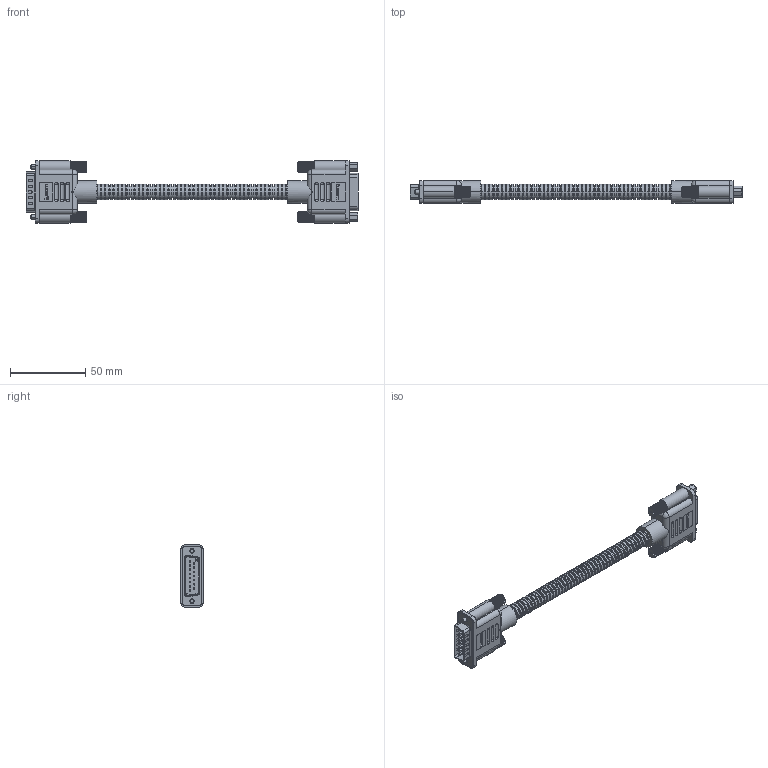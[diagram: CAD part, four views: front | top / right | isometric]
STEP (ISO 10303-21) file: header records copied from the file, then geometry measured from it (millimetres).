
FILE_DESCRIPTION (( 'STEP AP214' ), '1' );
FILE_NAME ('CSPL15MF.STEP', '2013-04-26T14:00:30', ( 'x' ), ( '' ), 'SwSTEP 2.0', 'SolidWorks 2012', '' );
FILE_SCHEMA (( 'AUTOMOTIVE_DESIGN' ));
Length unit declared in the file: inch
Products named in the file (12): 3AC13-003_.316" ID (8mm); 3AB01-171_MALE WITH LOGO; SD15P; 3AB01-171; 1AY03-028___; 1AJ05-005; 1AJ06-026_with knurled head; SD15S; MTN-364; MTN-770_CS2N15; 1AL08-111_6" square ends; CSPL15MF
Assembly tree (18 placements, depth 3):
  CSPL15MF
    1AL08-111_6" square ends
    3AB01-171
      MTN-770_CS2N15
      MTN-364
      SD15S
      1AJ06-026_with knurled head  x2
      1AJ05-005  x2
      1AY03-028___
    3AB01-171_MALE WITH LOGO
      MTN-770_CS2N15
      MTN-364
      1AJ06-026_with knurled head  x2
      SD15P
      1AY03-028___
    3AC13-003_.316" ID (8mm)
Bounding box: 220.4 x 15 x 41.35 mm (x, y, z)
Volume: 51270.5 mm3; surface area: 49889.7 mm2
Topology: 16 solids, 16 shells, 3435 faces, 8382 edges, 5067 vertices
Faces by surface type: cylinder 1338, plane 993, cone 548, bspline 402, sphere 86, torus 68
Entity records: 92164 total; most frequent: CARTESIAN_POINT 30290, DIRECTION 11283, ORIENTED_EDGE 11058, EDGE_CURVE 5529, AXIS2_PLACEMENT_3D 4267, VERTEX_POINT 3246, LINE 2749, VECTOR 2749
